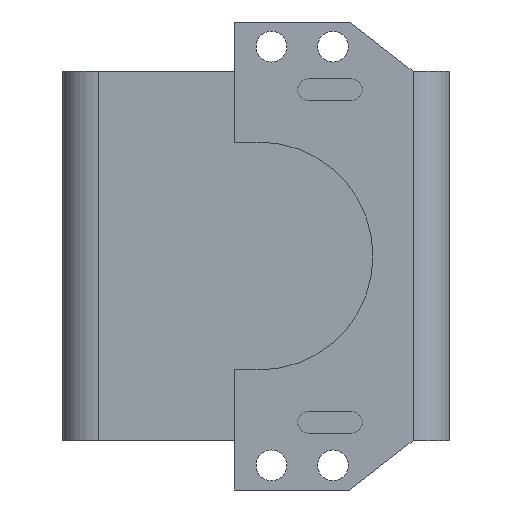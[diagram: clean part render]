
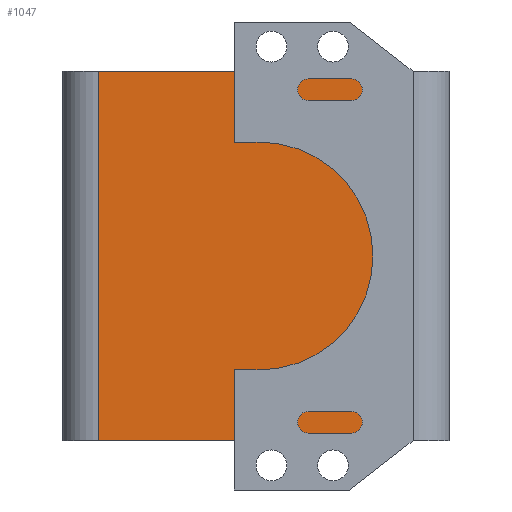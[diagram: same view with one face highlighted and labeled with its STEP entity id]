
A CAD part, front view. The second image highlights one B-rep face of the part: STEP entity #1047.
In plain terms, the highlighted planar face has unit normal (0, -1, 0).
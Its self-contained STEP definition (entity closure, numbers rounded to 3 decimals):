
#162=FACE_OUTER_BOUND('',#232,.T.);
#232=EDGE_LOOP('',(#894,#895,#896,#897));
#327=LINE('',#1687,#421);
#328=LINE('',#1692,#422);
#332=LINE('',#1702,#426);
#338=LINE('',#1717,#432);
#421=VECTOR('',#1382,10.);
#422=VECTOR('',#1387,10.);
#426=VECTOR('',#1397,4.32);
#432=VECTOR('',#1415,10.);
#508=VERTEX_POINT('',#1677);
#509=VERTEX_POINT('',#1681);
#510=VERTEX_POINT('',#1690);
#511=VERTEX_POINT('',#1691);
#633=EDGE_CURVE('',#508,#509,#327,.T.);
#634=EDGE_CURVE('',#510,#511,#328,.T.);
#640=EDGE_CURVE('',#511,#508,#332,.T.);
#648=EDGE_CURVE('',#509,#510,#338,.T.);
#894=ORIENTED_EDGE('',*,*,#634,.T.);
#895=ORIENTED_EDGE('',*,*,#640,.T.);
#896=ORIENTED_EDGE('',*,*,#633,.T.);
#897=ORIENTED_EDGE('',*,*,#648,.T.);
#997=PLANE('',#1153);
#1047=ADVANCED_FACE('',(#162),#997,.T.);
#1153=AXIS2_PLACEMENT_3D('',#1720,#1419,#1420);
#1382=DIRECTION('',(0.,0.,1.));
#1387=DIRECTION('',(0.,0.,-1.));
#1397=DIRECTION('',(1.,0.,0.));
#1415=DIRECTION('',(-1.,0.,0.));
#1419=DIRECTION('center_axis',(0.,-1.,0.));
#1420=DIRECTION('ref_axis',(0.,0.,
1.));
#1677=CARTESIAN_POINT('',(92.,42.25,500.477));
#1681=CARTESIAN_POINT('',(92.,42.25,560.477));
#1687=CARTESIAN_POINT('',(92.,42.25,560.477));
#1690=CARTESIAN_POINT('',(41.,42.25,560.477));
#1691=CARTESIAN_POINT('',(41.,42.25,500.477));
#1692=CARTESIAN_POINT('',(41.,42.25,530.477));
#1702=CARTESIAN_POINT('',(27.428,42.25,500.477));
#1717=CARTESIAN_POINT('',(41.,42.25,560.477));
#1720=CARTESIAN_POINT('Origin',(63.107,42.25,530.477));
